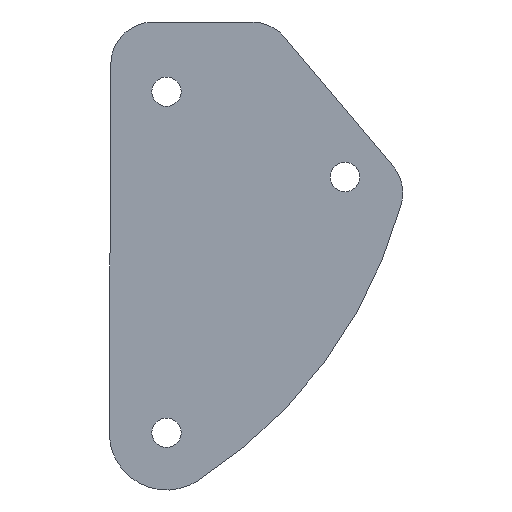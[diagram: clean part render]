
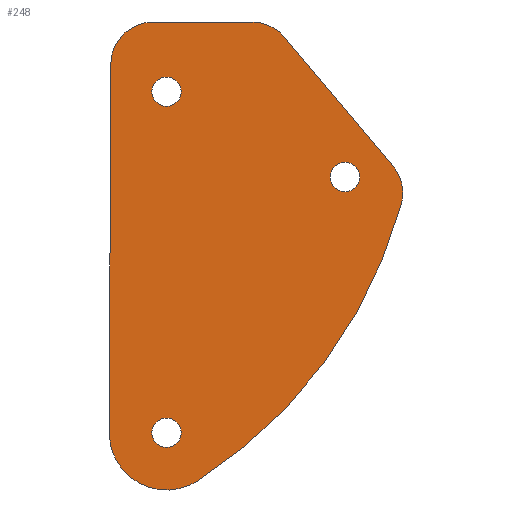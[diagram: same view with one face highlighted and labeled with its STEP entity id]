
A CAD part, front view. The second image highlights one B-rep face of the part: STEP entity #248.
In plain terms, the highlighted planar face has unit normal (0, -1, 0).
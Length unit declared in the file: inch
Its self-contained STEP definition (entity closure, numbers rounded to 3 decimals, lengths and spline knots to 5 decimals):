
#15=FACE_BOUND('',#51,.T.);
#16=FACE_BOUND('',#52,.T.);
#17=FACE_BOUND('',#53,.T.);
#24=PLANE('',#299);
#37=FACE_OUTER_BOUND('',#50,.T.);
#50=EDGE_LOOP('',(#207,#208,#209,#210,#211,#212,#213,#214));
#51=EDGE_LOOP('',(#215));
#52=EDGE_LOOP('',(#216));
#53=EDGE_LOOP('',(#217));
#63=LINE('',#404,#80);
#69=LINE('',#428,#86);
#73=LINE('',#440,#90);
#80=VECTOR('',#328,0.3937);
#86=VECTOR('',#354,0.3937);
#90=VECTOR('',#366,0.3937);
#93=CIRCLE('',#274,0.086);
#95=CIRCLE('',#277,0.086);
#97=CIRCLE('',#280,0.086);
#99=CIRCLE('',#284,0.25);
#101=CIRCLE('',#287,2.81726);
#103=CIRCLE('',#290,0.336);
#105=CIRCLE('',#294,0.25);
#107=CIRCLE('',#298,0.25);
#109=VERTEX_POINT('',#382);
#111=VERTEX_POINT('',#388);
#113=VERTEX_POINT('',#394);
#116=VERTEX_POINT('',#401);
#117=VERTEX_POINT('',#403);
#119=VERTEX_POINT('',#409);
#121=VERTEX_POINT('',#415);
#123=VERTEX_POINT('',#421);
#125=VERTEX_POINT('',#427);
#127=VERTEX_POINT('',#433);
#129=VERTEX_POINT('',#439);
#132=EDGE_CURVE('',#109,#109,#93,.T.);
#135=EDGE_CURVE('',#111,#111,#95,.T.);
#138=EDGE_CURVE('',#113,#113,#97,.T.);
#141=EDGE_CURVE('',#117,#116,#63,.T.);
#144=EDGE_CURVE('',#119,#117,#99,.T.);
#147=EDGE_CURVE('',#121,#119,#101,.T.);
#150=EDGE_CURVE('',#123,#121,#103,.T.);
#153=EDGE_CURVE('',#125,#123,#69,.T.);
#156=EDGE_CURVE('',#127,#125,#105,.T.);
#159=EDGE_CURVE('',#129,#127,#73,.T.);
#162=EDGE_CURVE('',#116,#129,#107,.T.);
#207=ORIENTED_EDGE('',*,*,#162,.T.);
#208=ORIENTED_EDGE('',*,*,#159,.T.);
#209=ORIENTED_EDGE('',*,*,#156,.T.);
#210=ORIENTED_EDGE('',*,*,#153,.T.);
#211=ORIENTED_EDGE('',*,*,#150,.T.);
#212=ORIENTED_EDGE('',*,*,#147,.T.);
#213=ORIENTED_EDGE('',*,*,#144,.T.);
#214=ORIENTED_EDGE('',*,*,#141,.T.);
#215=ORIENTED_EDGE('',*,*,#138,.T.);
#216=ORIENTED_EDGE('',*,*,#135,.T.);
#217=ORIENTED_EDGE('',*,*,#132,.T.);
#248=ADVANCED_FACE('',(#37,#15,#16,#17),#24,.T.);
#274=AXIS2_PLACEMENT_3D('',#384,#308,#309);
#277=AXIS2_PLACEMENT_3D('',#390,#315,#316);
#280=AXIS2_PLACEMENT_3D('',#396,#322,#323);
#284=AXIS2_PLACEMENT_3D('',#410,#334,#335);
#287=AXIS2_PLACEMENT_3D('',#416,#341,#342);
#290=AXIS2_PLACEMENT_3D('',#422,#348,#349);
#294=AXIS2_PLACEMENT_3D('',#434,#360,#361);
#298=AXIS2_PLACEMENT_3D('',#444,#372,#373);
#299=AXIS2_PLACEMENT_3D('',#445,#374,#375);
#308=DIRECTION('center_axis',(0.,1.,0.));
#309=DIRECTION('ref_axis',(-1.,0.,0.));
#315=DIRECTION('center_axis',(0.,1.,0.));
#316=DIRECTION('ref_axis',(-1.,0.,0.));
#322=DIRECTION('center_axis',(0.,1.,0.));
#323=DIRECTION('ref_axis',(-1.,0.,0.));
#328=DIRECTION('',(-0.644,0.,0.765));
#334=DIRECTION('center_axis',(0.,-1.,0.));
#335=DIRECTION('ref_axis',(0.964,0.,-0.266));
#341=DIRECTION('center_axis',(0.,-1.,0.));
#342=DIRECTION('ref_axis',(0.54,0.,-0.842));
#348=DIRECTION('center_axis',(0.,-1.,0.));
#349=DIRECTION('ref_axis',(1.,0.,0.));
#354=DIRECTION('',(-0.004,0.,-1.));
#360=DIRECTION('center_axis',(0.,-1.,0.));
#361=DIRECTION('ref_axis',(0.,0.,1.));
#366=DIRECTION('',(-1.,0.,0.));
#372=DIRECTION('center_axis',(0.,-1.,0.));
#373=DIRECTION('ref_axis',(0.765,0.,0.644));
#374=DIRECTION('center_axis',(0.,-1.,0.));
#375=DIRECTION('ref_axis',(0.,0.,-1.));
#382=CARTESIAN_POINT('',(0.85287,-0.60151,0.19783));
#384=CARTESIAN_POINT('Origin',(0.76687,-0.60151,0.19783));
#388=CARTESIAN_POINT('',(1.89887,-0.60151,-0.30217));
#390=CARTESIAN_POINT('Origin',(1.81287,-0.60151,-0.30217));
#394=CARTESIAN_POINT('',(0.85287,-0.60151,-1.80217));
#396=CARTESIAN_POINT('Origin',(0.76687,-0.60151,-1.80217));
#401=CARTESIAN_POINT('',(1.45879,-0.60151,0.51784));
#403=CARTESIAN_POINT('',(2.09347,-0.60151,-0.23609));
#404=CARTESIAN_POINT('',(2.09347,-0.60151,-0.23609));
#409=CARTESIAN_POINT('',(2.14319,-0.60151,-0.46368));
#410=CARTESIAN_POINT('Origin',(1.90222,-0.60151,-0.39709));
#415=CARTESIAN_POINT('',(0.94822,-0.60151,-2.08503));
#416=CARTESIAN_POINT('Origin',(-0.57231,-0.60151,0.28667));
#421=CARTESIAN_POINT('',(0.43124,-0.60151,-1.8179));
#422=CARTESIAN_POINT('Origin',(0.76687,-0.60151,-1.80217));
#427=CARTESIAN_POINT('',(0.43956,-0.60151,0.35779));
#428=CARTESIAN_POINT('',(0.43956,-0.60151,0.35779));
#433=CARTESIAN_POINT('',(0.68955,-0.60151,0.60683));
#434=CARTESIAN_POINT('Origin',(0.68955,-0.60151,0.35683));
#439=CARTESIAN_POINT('',(1.26754,-0.60151,0.60683));
#440=CARTESIAN_POINT('',(1.38387,-0.60151,0.60683));
#444=CARTESIAN_POINT('Origin',(1.26754,-0.60151,0.35683));
#445=CARTESIAN_POINT('Origin',(1.29173,-0.60151,-0.76567));
